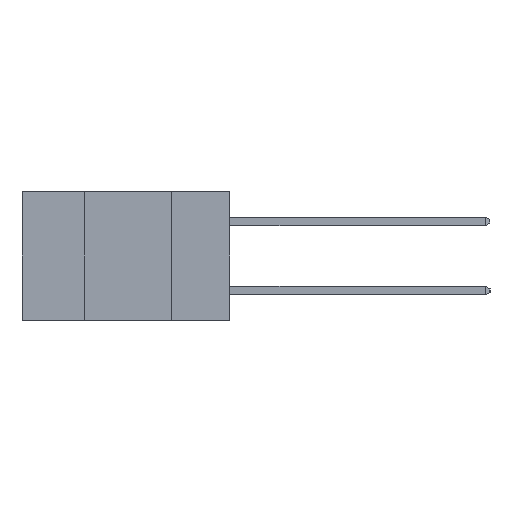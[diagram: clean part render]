
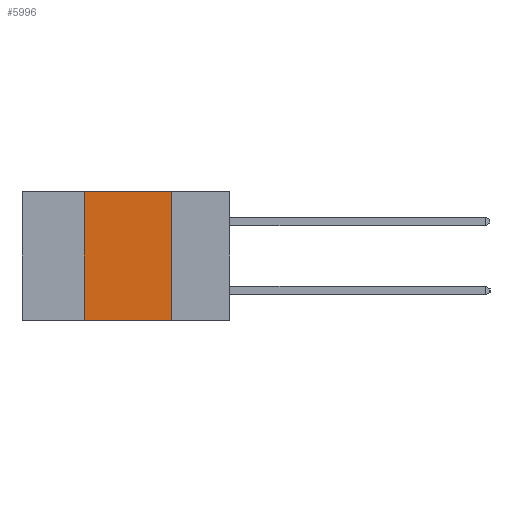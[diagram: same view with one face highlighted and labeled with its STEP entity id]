
A CAD part, left-side view. The second image highlights one B-rep face of the part: STEP entity #5996.
In plain terms, the highlighted planar face has unit normal (-1, 0, 0).
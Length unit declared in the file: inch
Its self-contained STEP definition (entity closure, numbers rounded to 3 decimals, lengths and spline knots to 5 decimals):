
#217 = DIRECTION ( 'NONE',  ( 0., 0., -1. ) ) ;
#454 = EDGE_CURVE ( 'NONE', #18879, #23177, #7819, .T. ) ;
#489 = ORIENTED_EDGE ( 'NONE', *, *, #21831, .T. ) ;
#748 = LINE ( 'NONE', #26514, #21991 ) ;
#3405 = ORIENTED_EDGE ( 'NONE', *, *, #10694, .F. ) ;
#4528 = VECTOR ( 'NONE', #14413, 39.37008 ) ;
#4713 = ORIENTED_EDGE ( 'NONE', *, *, #17089, .F. ) ;
#5996 = ADVANCED_FACE ( 'NONE', ( #21933 ), #18622, .F. ) ;
#7165 = VECTOR ( 'NONE', #15104, 39.37008 ) ;
#7819 = LINE ( 'NONE', #13038, #7165 ) ;
#9107 = CARTESIAN_POINT ( 'NONE',  ( 0., 0.17, 0. ) ) ;
#9638 = VECTOR ( 'NONE', #12287, 39.37008 ) ;
#10694 = EDGE_CURVE ( 'NONE', #22388, #12417, #748, .T. ) ;
#11316 = LINE ( 'NONE', #20592, #4528 ) ;
#12287 = DIRECTION ( 'NONE',  ( 0., -1., 0. ) ) ;
#12417 = VERTEX_POINT ( 'NONE', #25918 ) ;
#12622 = DIRECTION ( 'NONE',  ( 1., 0., 0. ) ) ;
#13038 = CARTESIAN_POINT ( 'NONE',  ( 0., 0.42, -0.37 ) ) ;
#14413 = DIRECTION ( 'NONE',  ( 0., -1., 0. ) ) ;
#15104 = DIRECTION ( 'NONE',  ( 0., 0., 1. ) ) ;
#15680 = ORIENTED_EDGE ( 'NONE', *, *, #454, .F. ) ;
#17089 = EDGE_CURVE ( 'NONE', #23177, #22388, #25300, .T. ) ;
#18622 = PLANE ( 'NONE',  #19961 ) ;
#18879 = VERTEX_POINT ( 'NONE', #23751 ) ;
#19961 = AXIS2_PLACEMENT_3D ( 'NONE', #24881, #12622, #217 ) ;
#20027 = EDGE_LOOP ( 'NONE', ( #3405, #4713, #15680, #489 ) ) ;
#20592 = CARTESIAN_POINT ( 'NONE',  ( 0., 0.6, -0.37 ) ) ;
#21831 = EDGE_CURVE ( 'NONE', #18879, #12417, #11316, .T. ) ;
#21933 = FACE_OUTER_BOUND ( 'NONE', #20027, .T. ) ;
#21991 = VECTOR ( 'NONE', #24565, 39.37008 ) ;
#22388 = VERTEX_POINT ( 'NONE', #9107 ) ;
#23177 = VERTEX_POINT ( 'NONE', #23559 ) ;
#23559 = CARTESIAN_POINT ( 'NONE',  ( 0., 0.42, 0. ) ) ;
#23751 = CARTESIAN_POINT ( 'NONE',  ( 0., 0.42, -0.37 ) ) ;
#24551 = CARTESIAN_POINT ( 'NONE',  ( 0., 0.6, 0. ) ) ;
#24565 = DIRECTION ( 'NONE',  ( 0., 0., -1. ) ) ;
#24881 = CARTESIAN_POINT ( 'NONE',  ( 0., 0.6, 0. ) ) ;
#25300 = LINE ( 'NONE', #24551, #9638 ) ;
#25918 = CARTESIAN_POINT ( 'NONE',  ( 0., 0.17, -0.37 ) ) ;
#26514 = CARTESIAN_POINT ( 'NONE',  ( 0., 0.17, -0.37 ) ) ;
